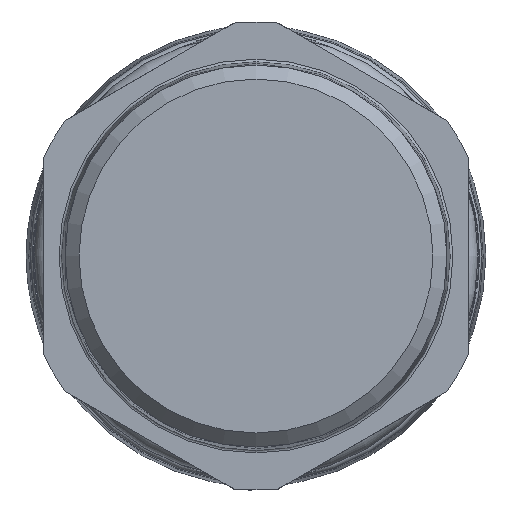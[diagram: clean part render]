
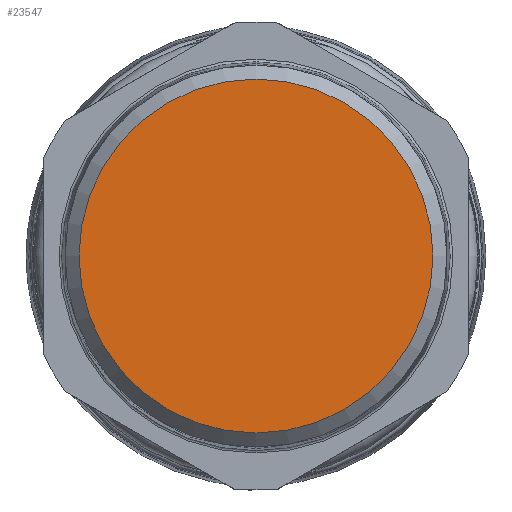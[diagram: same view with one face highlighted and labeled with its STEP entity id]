
A CAD part, left-side view. The second image highlights one B-rep face of the part: STEP entity #23547.
In plain terms, the highlighted planar face has unit normal (-1, 0, 0).
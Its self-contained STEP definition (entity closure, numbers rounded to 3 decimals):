
#3478=PLANE('',#25573);
#4705=FACE_OUTER_BOUND('',#6011,.T.);
#6011=EDGE_LOOP('',(#20853,#20854));
#7031=CIRCLE('',#25574,33.272);
#7032=CIRCLE('',#25575,33.272);
#10547=VERTEX_POINT('',#51143);
#10548=VERTEX_POINT('',#51144);
#13995=EDGE_CURVE('',#10547,#10548,#7031,.T.);
#13996=EDGE_CURVE('',#10548,#10547,#7032,.T.);
#20853=ORIENTED_EDGE('',*,*,#13995,.T.);
#20854=ORIENTED_EDGE('',*,*,#13996,.T.);
#23547=ADVANCED_FACE('',(#4705),#3478,.T.);
#25573=AXIS2_PLACEMENT_3D('',#51142,#30551,#30552);
#25574=AXIS2_PLACEMENT_3D('',#51145,#30553,#30554);
#25575=AXIS2_PLACEMENT_3D('',#51146,#30555,#30556);
#30551=DIRECTION('center_axis',(-1.,0.,0.));
#30552=DIRECTION('ref_axis',(0.,0.,
-1.));
#30553=DIRECTION('center_axis',(-1.,0.,0.));
#30554=DIRECTION('ref_axis',(0.,0.,1.));
#30555=DIRECTION('center_axis',(-1.,0.,0.));
#30556=DIRECTION('ref_axis',(0.,0.,1.));
#51142=CARTESIAN_POINT('Origin',(-79.382,0.,
35.813));
#51143=CARTESIAN_POINT('',(-79.382,0.,33.272));
#51144=CARTESIAN_POINT('',(-79.382,0.,-33.272));
#51145=CARTESIAN_POINT('Origin',(-79.382,0.,
0.));
#51146=CARTESIAN_POINT('Origin',(-79.382,0.,
0.));
